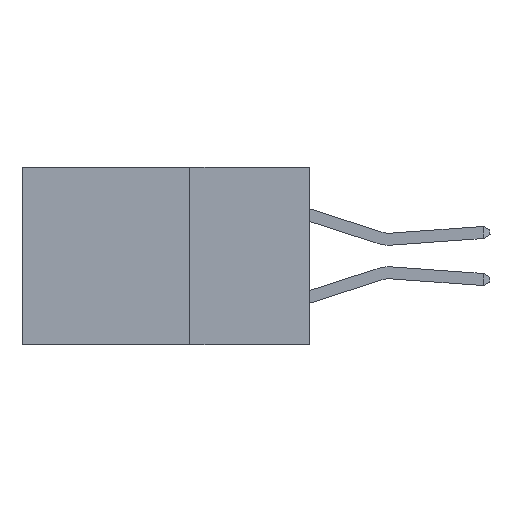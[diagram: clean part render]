
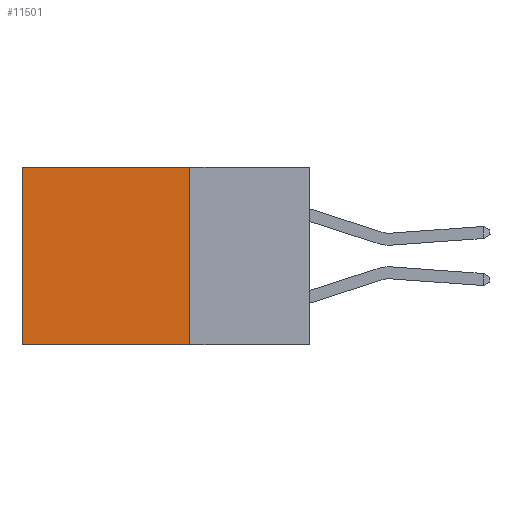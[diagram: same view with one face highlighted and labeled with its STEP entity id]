
A CAD part, left-side view. The second image highlights one B-rep face of the part: STEP entity #11501.
In plain terms, the highlighted planar face has unit normal (-1, 0, 0).
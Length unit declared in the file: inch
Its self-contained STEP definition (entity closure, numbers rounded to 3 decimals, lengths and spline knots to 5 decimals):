
#253 = LINE ( 'NONE', #3103, #6991 ) ;
#426 = DIRECTION ( 'NONE',  ( 0., 1., 0. ) ) ;
#1017 = EDGE_CURVE ( 'NONE', #3417, #4393, #6636, .T. ) ;
#1137 = CARTESIAN_POINT ( 'NONE',  ( 0.2615, 0.6, -0.37 ) ) ;
#1150 = CARTESIAN_POINT ( 'NONE',  ( 0.2615, 0.6, 0. ) ) ;
#1202 = ORIENTED_EDGE ( 'NONE', *, *, #2453, .F. ) ;
#1330 = DIRECTION ( 'NONE',  ( 0., 0., -1. ) ) ;
#1512 = VERTEX_POINT ( 'NONE', #5155 ) ;
#1611 = DIRECTION ( 'NONE',  ( 0., 0., -1. ) ) ;
#1628 = DIRECTION ( 'NONE',  ( 1., 0., 0. ) ) ;
#1648 = PLANE ( 'NONE',  #11537 ) ;
#1742 = CARTESIAN_POINT ( 'NONE',  ( 0.2615, 0.25, -0.37 ) ) ;
#1797 = ORIENTED_EDGE ( 'NONE', *, *, #3939, .F. ) ;
#2098 = ORIENTED_EDGE ( 'NONE', *, *, #2177, .T. ) ;
#2177 = EDGE_CURVE ( 'NONE', #1512, #3417, #4109, .T. ) ;
#2453 = EDGE_CURVE ( 'NONE', #7184, #4393, #6067, .T. ) ;
#2710 = CARTESIAN_POINT ( 'NONE',  ( 0.2615, 0.25, -0.37 ) ) ;
#3103 = CARTESIAN_POINT ( 'NONE',  ( 0.2615, 0.25, -0.37 ) ) ;
#3417 = VERTEX_POINT ( 'NONE', #1150 ) ;
#3748 = VECTOR ( 'NONE', #4906, 39.37008 ) ;
#3819 = CARTESIAN_POINT ( 'NONE',  ( 0.2615, 0.6, -0.37 ) ) ;
#3939 = EDGE_CURVE ( 'NONE', #1512, #7184, #253, .T. ) ;
#4109 = LINE ( 'NONE', #7013, #8587 ) ;
#4393 = VERTEX_POINT ( 'NONE', #3819 ) ;
#4906 = DIRECTION ( 'NONE',  ( 0., 0., -1. ) ) ;
#5155 = CARTESIAN_POINT ( 'NONE',  ( 0.2615, 0.25, 0. ) ) ;
#5560 = CARTESIAN_POINT ( 'NONE',  ( 0.2615, 0.25, -0.37 ) ) ;
#5924 = DIRECTION ( 'NONE',  ( 0., 1., 0. ) ) ;
#6067 = LINE ( 'NONE', #5560, #10531 ) ;
#6227 = FACE_OUTER_BOUND ( 'NONE', #8278, .T. ) ;
#6636 = LINE ( 'NONE', #1137, #3748 ) ;
#6991 = VECTOR ( 'NONE', #1330, 39.37008 ) ;
#7013 = CARTESIAN_POINT ( 'NONE',  ( 0.2615, 0.25, 0. ) ) ;
#7184 = VERTEX_POINT ( 'NONE', #2710 ) ;
#8278 = EDGE_LOOP ( 'NONE', ( #9955, #1202, #1797, #2098 ) ) ;
#8587 = VECTOR ( 'NONE', #5924, 39.37008 ) ;
#9955 = ORIENTED_EDGE ( 'NONE', *, *, #1017, .T. ) ;
#10531 = VECTOR ( 'NONE', #426, 39.37008 ) ;
#11501 = ADVANCED_FACE ( 'NONE', ( #6227 ), #1648, .F. ) ;
#11537 = AXIS2_PLACEMENT_3D ( 'NONE', #1742, #1628, #1611 ) ;
